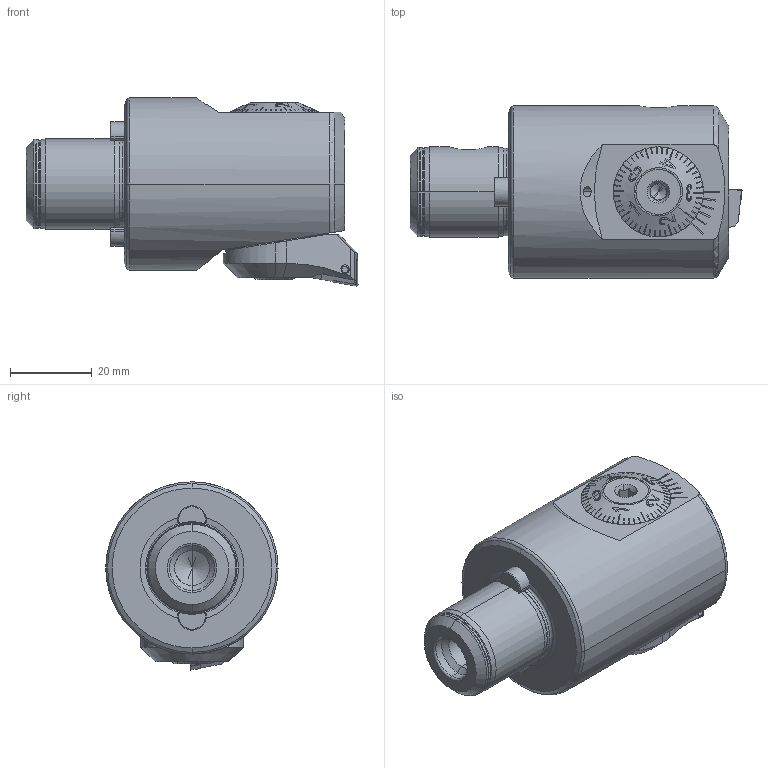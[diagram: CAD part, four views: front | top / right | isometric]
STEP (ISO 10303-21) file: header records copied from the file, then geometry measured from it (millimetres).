
FILE_DESCRIPTION (( 'STEP AP203' ), '1' );
FILE_NAME ('ST4-F42.K21.057.STEP', '2016-02-12T10:12:14', ( 'SWIAdmin' ), ( 'Hewlett-Packard Company' ), 'SwSTEP 2.0', 'SolidWorks 2015', '' );
FILE_SCHEMA (( 'CONFIG_CONTROL_DESIGN' ));
Length unit declared in the file: millimetre
Products named in the file (19): F42-WCA.001.009; F42-BG1.011.027_C; ISO 4026 - M8 x 6_PreviewCfg; A42-BG2.011.014_C; F42_A; A42-BG2.012.005_A; A42-BG1.012.006_B; ST4-ER2.001.009_A; A42-BG2.013.005_A; WCA-ER2.001.007_A; Klebstoff D8; F42-BG2.014.014_A; A42-BG3.011.030_A; ST4-F42.K21.057; F42-WCA.001.009_C_fertigbearbeitet; CCMT060204; ST4-F42.K20.057_B; WCA-ER2.001.006_A; F42-ER1.101.012_A
Assembly tree (20 placements, depth 4):
  ST4-F42.K21.057
    ST4-F42.K20.057_B
    F42-ER1.101.012_A
    F42_A
      F42-BG1.011.027_C
      A42-BG2.011.014_C
      A42-BG2.012.005_A
      A42-BG2.013.005_A
      F42-BG2.014.014_A
      A42-BG1.012.006_B
      WCA-ER2.001.007_A
      A42-BG3.011.030_A
      F42-WCA.001.009
        F42-WCA.001.009_C_fertigbearbeitet
        CCMT060204
        WCA-ER2.001.006_A
      ISO 4026 - M8 x 6_PreviewCfg
    F42-WCA.001.009
      F42-WCA.001.009_C_fertigbearbeitet
      CCMT060204
      WCA-ER2.001.006_A
    ST4-ER2.001.009_A  x2
    Klebstoff D8
Bounding box: 81 x 42 x 45.9 mm (x, y, z)
Volume: 79332.5 mm3; surface area: 30215.6 mm2
Topology: 24 solids, 24 shells, 1027 faces, 2603 edges, 1627 vertices
Faces by surface type: plane 387, cone 247, cylinder 241, torus 87, bspline 59, sphere 6
Entity records: 31111 total; most frequent: CARTESIAN_POINT 9251, ORIENTED_EDGE 4344, DIRECTION 3877, EDGE_CURVE 2172, AXIS2_PLACEMENT_3D 1523, VERTEX_POINT 1371, EDGE_LOOP 911, FACE_OUTER_BOUND 859
